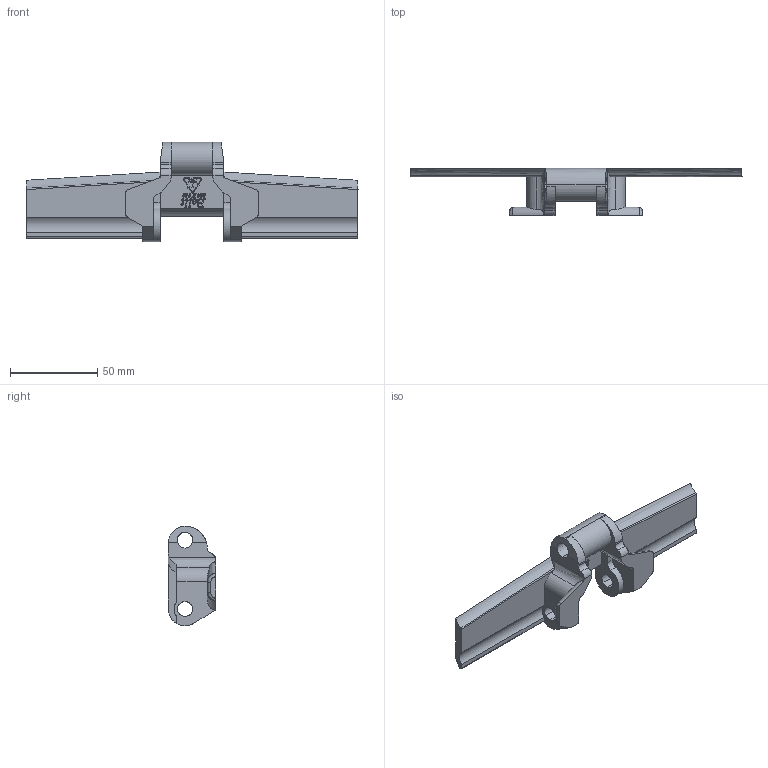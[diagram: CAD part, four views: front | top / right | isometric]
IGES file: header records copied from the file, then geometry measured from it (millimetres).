
Start section: SolidWorks IGES file using analytic representation for surfaces
Global section: file name: Bellt - 011019 - Bflex 882 K750 Tab.IGS; native system: SolidWorks 2024; preprocessor: SolidWorks 2024; author: User; date: 250922.133602; units: millimetre
Bounding box: 190.5 x 27 x 57.1 mm (x, y, z)
Surface area: 22838.5 mm2 (no closed solid volume)
Topology: 0 solids, 0 shells, 427 faces, 5452 edges, 5452 vertices
Faces by surface type: bspline 372, revolution 55
